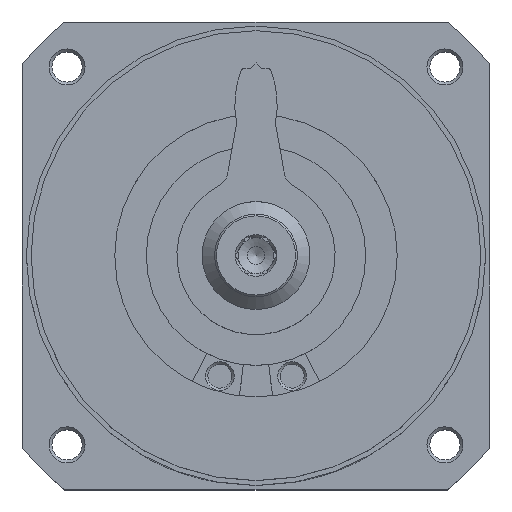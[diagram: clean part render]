
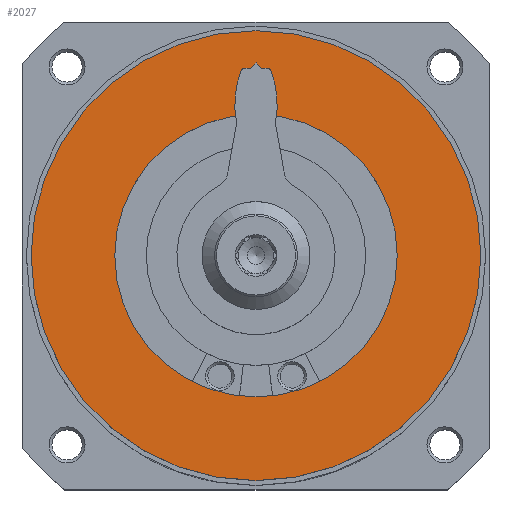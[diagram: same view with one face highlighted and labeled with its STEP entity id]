
A CAD part, top view. The second image highlights one B-rep face of the part: STEP entity #2027.
In plain terms, the highlighted face is planar.
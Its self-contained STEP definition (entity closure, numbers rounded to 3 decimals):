
#98=PLANE('',#2252);
#427=ORIENTED_EDGE('',*,*,#881,.F.);
#428=ORIENTED_EDGE('',*,*,#882,.T.);
#881=EDGE_CURVE('',#1118,#1118,#1312,.T.);
#882=EDGE_CURVE('',#1119,#1119,#1313,.T.);
#1118=VERTEX_POINT('',#3349);
#1119=VERTEX_POINT('',#3351);
#1312=CIRCLE('',#2253,62.5);
#1313=CIRCLE('',#2254,39.25);
#1471=EDGE_LOOP('',(#427));
#1472=EDGE_LOOP('',(#428));
#1730=FACE_BOUND('',#1471,.T.);
#1731=FACE_BOUND('',#1472,.T.);
#2027=ADVANCED_FACE('',(#1730,#1731),#98,.F.);
#2252=AXIS2_PLACEMENT_3D('',#3347,#2628,#2629);
#2253=AXIS2_PLACEMENT_3D('',#3348,#2630,#2631);
#2254=AXIS2_PLACEMENT_3D('',#3350,#2632,#2633);
#2628=DIRECTION('',(1.,0.,0.));
#2629=DIRECTION('',(0.,0.,-1.));
#2630=DIRECTION('',(1.,0.,0.));
#2631=DIRECTION('',(0.,0.,-1.));
#2632=DIRECTION('',(1.,0.,0.));
#2633=DIRECTION('',(0.,0.,-1.));
#3347=CARTESIAN_POINT('',(-69.,0.,0.));
#3348=CARTESIAN_POINT('',(-69.,0.,0.));
#3349=CARTESIAN_POINT('',(-69.,0.,-62.5));
#3350=CARTESIAN_POINT('',(-69.,0.,0.));
#3351=CARTESIAN_POINT('',(-69.,0.,-39.25));
